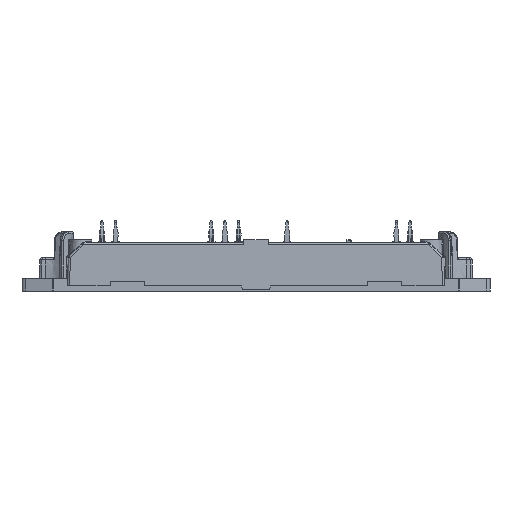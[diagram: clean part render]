
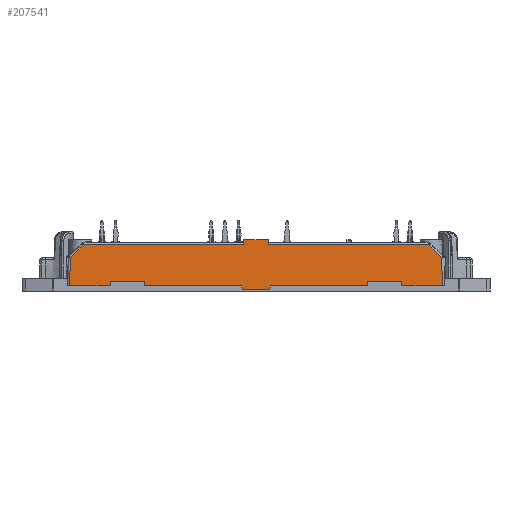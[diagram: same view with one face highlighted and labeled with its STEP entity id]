
A CAD part, front view. The second image highlights one B-rep face of the part: STEP entity #207541.
In plain terms, the highlighted planar face has unit normal (0, -1, 0.026).
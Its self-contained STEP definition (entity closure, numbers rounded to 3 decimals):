
#27837=ORIENTED_EDGE('',*,*,#66402,.F.);
#27838=ORIENTED_EDGE('',*,*,#66403,.T.);
#27839=ORIENTED_EDGE('',*,*,#66404,.F.);
#27840=ORIENTED_EDGE('',*,*,#66405,.T.);
#27841=ORIENTED_EDGE('',*,*,#66406,.T.);
#27842=ORIENTED_EDGE('',*,*,#64760,.F.);
#27843=ORIENTED_EDGE('',*,*,#64758,.T.);
#27844=ORIENTED_EDGE('',*,*,#66140,.F.);
#27845=ORIENTED_EDGE('',*,*,#64753,.T.);
#27846=ORIENTED_EDGE('',*,*,#66261,.T.);
#27847=ORIENTED_EDGE('',*,*,#64751,.T.);
#27848=ORIENTED_EDGE('',*,*,#64749,.T.);
#27849=ORIENTED_EDGE('',*,*,#66407,.T.);
#27850=ORIENTED_EDGE('',*,*,#66408,.F.);
#27851=ORIENTED_EDGE('',*,*,#66409,.T.);
#27852=ORIENTED_EDGE('',*,*,#66410,.T.);
#27853=ORIENTED_EDGE('',*,*,#66411,.T.);
#27854=ORIENTED_EDGE('',*,*,#64781,.F.);
#27855=ORIENTED_EDGE('',*,*,#64785,.T.);
#27856=ORIENTED_EDGE('',*,*,#64790,.F.);
#27857=ORIENTED_EDGE('',*,*,#64791,.F.);
#27858=ORIENTED_EDGE('',*,*,#64795,.T.);
#64749=EDGE_CURVE('',#81965,#82302,#100709,.T.);
#64751=EDGE_CURVE('',#82304,#81965,#100711,.T.);
#64753=EDGE_CURVE('',#82305,#82306,#100712,.F.);
#64758=EDGE_CURVE('',#81968,#82308,#100716,.F.);
#64760=EDGE_CURVE('',#81968,#82310,#100718,.T.);
#64781=EDGE_CURVE('',#82325,#82326,#100735,.F.);
#64785=EDGE_CURVE('',#82325,#82329,#100739,.T.);
#64790=EDGE_CURVE('',#82332,#82329,#100744,.F.);
#64791=EDGE_CURVE('',#82333,#82332,#100745,.T.);
#64795=EDGE_CURVE('',#82333,#82335,#100749,.F.);
#66140=EDGE_CURVE('',#82305,#82308,#101325,.T.);
#66261=EDGE_CURVE('',#82306,#82304,#101376,.T.);
#66402=EDGE_CURVE('',#83513,#82335,#101432,.F.);
#66403=EDGE_CURVE('',#83513,#83514,#101433,.F.);
#66404=EDGE_CURVE('',#83515,#83514,#101434,.F.);
#66405=EDGE_CURVE('',#83515,#83516,#101435,.F.);
#66406=EDGE_CURVE('',#83516,#82310,#101436,.F.);
#66407=EDGE_CURVE('',#82302,#83517,#101437,.F.);
#66408=EDGE_CURVE('',#83518,#83517,#101438,.F.);
#66409=EDGE_CURVE('',#83518,#83519,#101439,.F.);
#66410=EDGE_CURVE('',#83519,#83520,#101440,.F.);
#66411=EDGE_CURVE('',#83520,#82326,#101441,.F.);
#81965=VERTEX_POINT('',#289892);
#81968=VERTEX_POINT('',#289902);
#82302=VERTEX_POINT('',#294093);
#82304=VERTEX_POINT('',#294099);
#82305=VERTEX_POINT('',#294103);
#82306=VERTEX_POINT('',#294104);
#82308=VERTEX_POINT('',#294111);
#82310=VERTEX_POINT('',#294117);
#82325=VERTEX_POINT('',#294182);
#82326=VERTEX_POINT('',#294183);
#82329=VERTEX_POINT('',#294191);
#82332=VERTEX_POINT('',#294199);
#82333=VERTEX_POINT('',#294203);
#82335=VERTEX_POINT('',#294209);
#83513=VERTEX_POINT('',#299401);
#83514=VERTEX_POINT('',#299403);
#83515=VERTEX_POINT('',#299405);
#83516=VERTEX_POINT('',#299407);
#83517=VERTEX_POINT('',#299410);
#83518=VERTEX_POINT('',#299412);
#83519=VERTEX_POINT('',#299414);
#83520=VERTEX_POINT('',#299416);
#100709=LINE('',#294094,#118558);
#100711=LINE('',#294098,#118560);
#100712=LINE('',#294102,#118561);
#100716=LINE('',#294112,#118565);
#100718=LINE('',#294116,#118567);
#100735=LINE('',#294181,#118584);
#100739=LINE('',#294190,#118588);
#100744=LINE('',#294200,#118593);
#100745=LINE('',#294202,#118594);
#100749=LINE('',#294211,#118598);
#101325=LINE('',#298448,#119174);
#101376=LINE('',#298872,#119225);
#101432=LINE('',#299400,#119281);
#101433=LINE('',#299402,#119282);
#101434=LINE('',#299404,#119283);
#101435=LINE('',#299406,#119284);
#101436=LINE('',#299408,#119285);
#101437=LINE('',#299409,#119286);
#101438=LINE('',#299411,#119287);
#101439=LINE('',#299413,#119288);
#101440=LINE('',#299415,#119289);
#101441=LINE('',#299417,#119290);
#118558=VECTOR('',#244470,1000.);
#118560=VECTOR('',#244474,1000.);
#118561=VECTOR('',#244479,1000.);
#118565=VECTOR('',#244487,1000.);
#118567=VECTOR('',#244491,1000.);
#118584=VECTOR('',#244524,1000.);
#118588=VECTOR('',#244530,1000.);
#118593=VECTOR('',#244537,1000.);
#118594=VECTOR('',#244540,1000.);
#118598=VECTOR('',#244546,1000.);
#119174=VECTOR('',#246654,1000.);
#119225=VECTOR('',#246797,1000.);
#119281=VECTOR('',#246981,1000.);
#119282=VECTOR('',#246982,1000.);
#119283=VECTOR('',#246983,1000.);
#119284=VECTOR('',#246984,1000.);
#119285=VECTOR('',#246985,1000.);
#119286=VECTOR('',#246986,1000.);
#119287=VECTOR('',#246987,1000.);
#119288=VECTOR('',#246988,1000.);
#119289=VECTOR('',#246989,1000.);
#119290=VECTOR('',#246990,1000.);
#128437=EDGE_LOOP('',(#27837,#27838,#27839,#27840,#27841,#27842,#27843,
#27844,#27845,#27846,#27847,#27848,#27849,#27850,#27851,#27852,#27853,#27854,
#27855,#27856,#27857,#27858));
#136903=FACE_BOUND('',#128437,.T.);
#144825=PLANE('',#216306);
#207541=ADVANCED_FACE('',(#136903),#144825,.T.);
#216306=AXIS2_PLACEMENT_3D('',#299399,#246979,#246980);
#244470=DIRECTION('',(-0.707,-0.019,-0.707));
#244474=DIRECTION('',(-1.,0.,0.));
#244479=DIRECTION('',(1.,0.,0.));
#244487=DIRECTION('',(1.,0.,0.));
#244491=DIRECTION('',(0.707,-0.019,-0.707));
#244524=DIRECTION('',(1.,0.,0.));
#244530=DIRECTION('',(0.174,-0.026,-0.984));
#244537=DIRECTION('',(1.,0.,0.));
#244540=DIRECTION('',(-0.174,-0.026,-0.984));
#244546=DIRECTION('',(-1.,0.,0.));
#246654=DIRECTION('',(0.017,-0.026,-1.));
#246797=DIRECTION('',(-0.017,-0.026,-1.));
#246979=DIRECTION('',(0.,-1.,0.026));
#246980=DIRECTION('',(0.,-0.026,-1.));
#246981=DIRECTION('',(0.,0.026,1.));
#246982=DIRECTION('',(-1.,0.,0.));
#246983=DIRECTION('',(0.,-0.026,-1.));
#246984=DIRECTION('',(-1.,0.,0.));
#246985=DIRECTION('',(0.026,-0.026,-0.999));
#246986=DIRECTION('',(0.026,0.026,0.999));
#246987=DIRECTION('',(1.,0.,0.));
#246988=DIRECTION('',(0.,-0.026,-1.));
#246989=DIRECTION('',(-1.,0.,0.));
#246990=DIRECTION('',(0.,0.026,1.));
#289892=CARTESIAN_POINT('',(-40.443,-30.719,7.363));
#289902=CARTESIAN_POINT('',(40.443,-30.719,7.363));
#294093=CARTESIAN_POINT('',(-43.474,-30.798,4.332));
#294094=CARTESIAN_POINT('',(-23.298,-30.27,24.508));
#294098=CARTESIAN_POINT('',(0.,-30.719,7.363));
#294099=CARTESIAN_POINT('',(-2.845,-30.719,7.363));
#294102=CARTESIAN_POINT('',(0.,-30.689,8.5));
#294103=CARTESIAN_POINT('',(2.825,-30.689,8.5));
#294104=CARTESIAN_POINT('',(-2.825,-30.689,8.5));
#294111=CARTESIAN_POINT('',(2.845,-30.719,7.363));
#294112=CARTESIAN_POINT('',(0.,-30.719,7.363));
#294116=CARTESIAN_POINT('',(23.298,-30.27,24.508));
#294117=CARTESIAN_POINT('',(43.474,-30.798,4.332));
#294181=CARTESIAN_POINT('',(0.,-30.972,-2.3));
#294182=CARTESIAN_POINT('',(-3.359,-30.972,-2.3));
#294183=CARTESIAN_POINT('',(-26.147,-30.972,-2.3));
#294190=CARTESIAN_POINT('',(-3.861,-30.897,0.546));
#294191=CARTESIAN_POINT('',(-3.218,-30.993,-3.1));
#294199=CARTESIAN_POINT('',(3.218,-30.993,-3.1));
#294200=CARTESIAN_POINT('',(3.5,-30.993,-3.1));
#294202=CARTESIAN_POINT('',(3.861,-30.897,0.546));
#294203=CARTESIAN_POINT('',(3.359,-30.972,-2.3));
#294209=CARTESIAN_POINT('',(26.147,-30.972,-2.3));
#294211=CARTESIAN_POINT('',(0.,-30.972,-2.3));
#298448=CARTESIAN_POINT('',(2.849,-30.725,7.119));
#298872=CARTESIAN_POINT('',(-2.849,-30.725,7.119));
#299399=CARTESIAN_POINT('',(0.,-30.879,1.226));
#299400=CARTESIAN_POINT('',(26.147,-30.879,1.226));
#299401=CARTESIAN_POINT('',(26.147,-30.945,-1.3));
#299402=CARTESIAN_POINT('',(0.,-30.945,-1.3));
#299403=CARTESIAN_POINT('',(34.147,-30.945,-1.3));
#299404=CARTESIAN_POINT('',(34.147,-30.879,1.226));
#299405=CARTESIAN_POINT('',(34.147,-30.972,-2.3));
#299406=CARTESIAN_POINT('',(0.,-30.972,-2.3));
#299407=CARTESIAN_POINT('',(43.647,-30.972,-2.3));
#299408=CARTESIAN_POINT('',(43.525,-30.849,2.365));
#299409=CARTESIAN_POINT('',(-43.525,-30.849,2.365));
#299410=CARTESIAN_POINT('',(-43.647,-30.972,-2.3));
#299411=CARTESIAN_POINT('',(0.,-30.972,-2.3));
#299412=CARTESIAN_POINT('',(-34.147,-30.972,-2.3));
#299413=CARTESIAN_POINT('',(-34.147,-30.879,1.226));
#299414=CARTESIAN_POINT('',(-34.147,-30.945,-1.3));
#299415=CARTESIAN_POINT('',(0.,-30.945,-1.3));
#299416=CARTESIAN_POINT('',(-26.147,-30.945,-1.3));
#299417=CARTESIAN_POINT('',(-26.147,-30.879,1.226));
